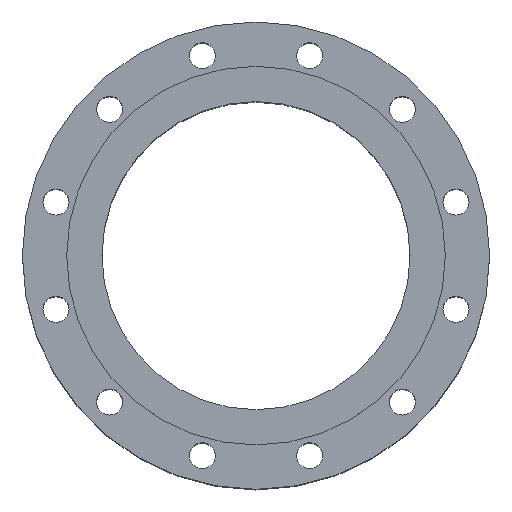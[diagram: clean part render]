
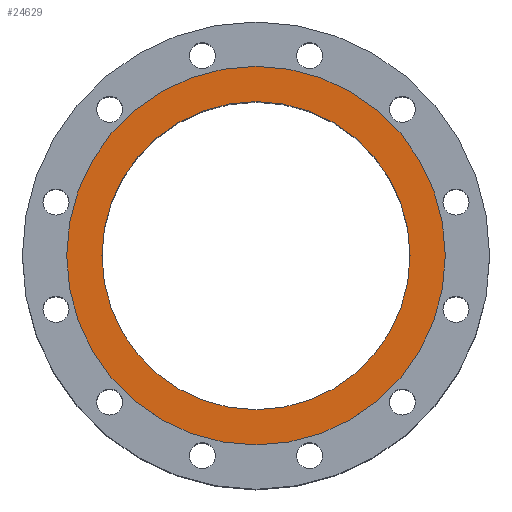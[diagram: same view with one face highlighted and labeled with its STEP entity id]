
A CAD part, top view. The second image highlights one B-rep face of the part: STEP entity #24629.
In plain terms, the highlighted planar face has unit normal (0, 0, 1).
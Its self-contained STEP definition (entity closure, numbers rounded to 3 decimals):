
#3582 = AXIS2_PLACEMENT_3D ( 'NONE', #27295, #15453, #22552 ) ;
#4843 = VERTEX_POINT ( 'NONE', #27799 ) ;
#5623 = AXIS2_PLACEMENT_3D ( 'NONE', #26940, #9449, #14492 ) ;
#6556 = AXIS2_PLACEMENT_3D ( 'NONE', #15577, #25511, #27419 ) ;
#6698 = ORIENTED_EDGE ( 'NONE', *, *, #20810, .T. ) ;
#7706 = FACE_OUTER_BOUND ( 'NONE', #28073, .T. ) ;
#8050 = CIRCLE ( 'NONE', #6556, 130.2 ) ;
#9449 = DIRECTION ( 'NONE',  ( 0., 0., -1. ) ) ;
#9533 = CIRCLE ( 'NONE', #11064, 160. ) ;
#10300 = CARTESIAN_POINT ( 'NONE',  ( -160., 0., 0. ) ) ;
#11064 = AXIS2_PLACEMENT_3D ( 'NONE', #16389, #11494, #13711 ) ;
#11360 = ORIENTED_EDGE ( 'NONE', *, *, #14815, .T. ) ;
#11494 = DIRECTION ( 'NONE',  ( 0., 0., 1. ) ) ;
#12283 = CARTESIAN_POINT ( 'NONE',  ( 130.2, 0., 0. ) ) ;
#12738 = EDGE_CURVE ( 'NONE', #28423, #4843, #8050, .T. ) ;
#13711 = DIRECTION ( 'NONE',  ( 1., 0., 0. ) ) ;
#14492 = DIRECTION ( 'NONE',  ( -1., 0., 0. ) ) ;
#14815 = EDGE_CURVE ( 'NONE', #28639, #30002, #21176, .T. ) ;
#15453 = DIRECTION ( 'NONE',  ( 0., 0., 1. ) ) ;
#15577 = CARTESIAN_POINT ( 'NONE',  ( 0., 0., 0. ) ) ;
#16389 = CARTESIAN_POINT ( 'NONE',  ( 0., 0., 0. ) ) ;
#17330 = PLANE ( 'NONE',  #5623 ) ;
#19541 = CARTESIAN_POINT ( 'NONE',  ( 0., 0., 0. ) ) ;
#20810 = EDGE_CURVE ( 'NONE', #30002, #28639, #9533, .T. ) ;
#21176 = CIRCLE ( 'NONE', #26644, 160. ) ;
#22022 = ORIENTED_EDGE ( 'NONE', *, *, #12738, .F. ) ;
#22376 = DIRECTION ( 'NONE',  ( 1., 0., 0. ) ) ;
#22552 = DIRECTION ( 'NONE',  ( 1., 0., 0. ) ) ;
#24476 = EDGE_CURVE ( 'NONE', #4843, #28423, #30744, .T. ) ;
#24629 = ADVANCED_FACE ( 'NONE', ( #29309, #7706 ), #17330, .F. ) ;
#25511 = DIRECTION ( 'NONE',  ( 0., 0., 1. ) ) ;
#26246 = CARTESIAN_POINT ( 'NONE',  ( 160., 0., 0. ) ) ;
#26644 = AXIS2_PLACEMENT_3D ( 'NONE', #19541, #27266, #22376 ) ;
#26940 = CARTESIAN_POINT ( 'NONE',  ( 0., 160., 0. ) ) ;
#27266 = DIRECTION ( 'NONE',  ( 0., 0., 1. ) ) ;
#27295 = CARTESIAN_POINT ( 'NONE',  ( 0., 0., 0. ) ) ;
#27419 = DIRECTION ( 'NONE',  ( 1., 0., 0. ) ) ;
#27799 = CARTESIAN_POINT ( 'NONE',  ( -130.2, 0., 0. ) ) ;
#28073 = EDGE_LOOP ( 'NONE', ( #11360, #6698 ) ) ;
#28423 = VERTEX_POINT ( 'NONE', #12283 ) ;
#28639 = VERTEX_POINT ( 'NONE', #26246 ) ;
#29309 = FACE_BOUND ( 'NONE', #31061, .T. ) ;
#29538 = ORIENTED_EDGE ( 'NONE', *, *, #24476, .F. ) ;
#30002 = VERTEX_POINT ( 'NONE', #10300 ) ;
#30744 = CIRCLE ( 'NONE', #3582, 130.2 ) ;
#31061 = EDGE_LOOP ( 'NONE', ( #22022, #29538 ) ) ;
